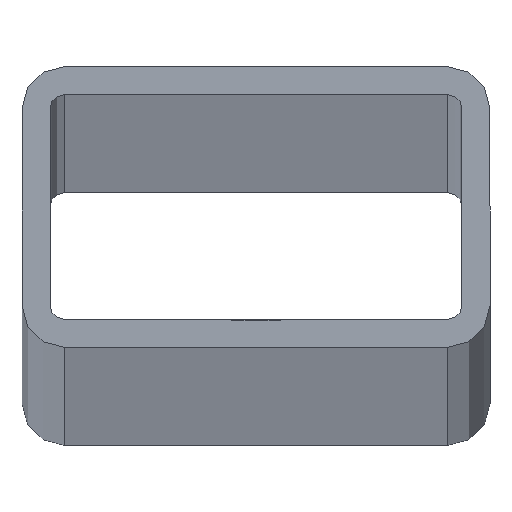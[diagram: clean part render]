
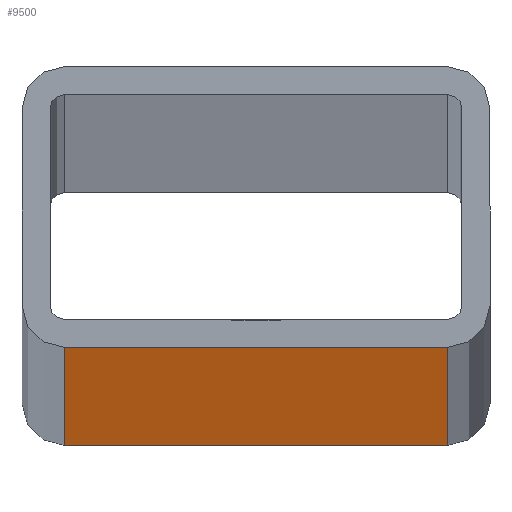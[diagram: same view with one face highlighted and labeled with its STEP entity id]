
A CAD part, top view. The second image highlights one B-rep face of the part: STEP entity #9500.
In plain terms, the highlighted planar face has unit normal (0, -1, 0).
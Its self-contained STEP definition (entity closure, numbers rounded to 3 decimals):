
#554 = LINE ( 'NONE', #7124, #9891 ) ;
#1384 = EDGE_CURVE ( 'NONE', #2524, #11969, #13198, .T. ) ;
#1488 = EDGE_CURVE ( 'NONE', #12558, #5192, #554, .T. ) ;
#1710 = ORIENTED_EDGE ( 'NONE', *, *, #1384, .T. ) ;
#1918 = EDGE_CURVE ( 'NONE', #2524, #5192, #9556, .T. ) ;
#1983 = CARTESIAN_POINT ( 'NONE',  ( -20.5, -15., -6000. ) ) ;
#2524 = VERTEX_POINT ( 'NONE', #4981 ) ;
#2626 = CARTESIAN_POINT ( 'NONE',  ( -25., -15., 0. ) ) ;
#2953 = DIRECTION ( 'NONE',  ( 0., 0., 1. ) ) ;
#2974 = VECTOR ( 'NONE', #4517, 1000. ) ;
#3448 = DIRECTION ( 'NONE',  ( 0., -1., 0. ) ) ;
#4483 = EDGE_LOOP ( 'NONE', ( #8381, #1710, #13259, #11137 ) ) ;
#4517 = DIRECTION ( 'NONE',  ( 0., 0., -1. ) ) ;
#4691 = DIRECTION ( 'NONE',  ( 1., 0., 0. ) ) ;
#4981 = CARTESIAN_POINT ( 'NONE',  ( -20.5, -15., 0. ) ) ;
#5192 = VERTEX_POINT ( 'NONE', #6217 ) ;
#5396 = CARTESIAN_POINT ( 'NONE',  ( -20.5, -15., -6000. ) ) ;
#6217 = CARTESIAN_POINT ( 'NONE',  ( 20.5, -15., 0. ) ) ;
#7031 = CARTESIAN_POINT ( 'NONE',  ( -25., -15., -6000. ) ) ;
#7124 = CARTESIAN_POINT ( 'NONE',  ( 20.5, -15., -6000. ) ) ;
#7508 = AXIS2_PLACEMENT_3D ( 'NONE', #8578, #3448, #9762 ) ;
#7563 = CARTESIAN_POINT ( 'NONE',  ( 20.5, -15., -6000. ) ) ;
#8381 = ORIENTED_EDGE ( 'NONE', *, *, #1918, .F. ) ;
#8578 = CARTESIAN_POINT ( 'NONE',  ( -25., -15., -6000. ) ) ;
#8659 = FACE_OUTER_BOUND ( 'NONE', #4483, .T. ) ;
#8749 = VECTOR ( 'NONE', #4691, 1000. ) ;
#8813 = EDGE_CURVE ( 'NONE', #11969, #12558, #13439, .T. ) ;
#9500 = ADVANCED_FACE ( 'NONE', ( #8659 ), #11787, .T. ) ;
#9556 = LINE ( 'NONE', #2626, #8749 ) ;
#9762 = DIRECTION ( 'NONE',  ( 0., 0., -1. ) ) ;
#9891 = VECTOR ( 'NONE', #2953, 1000. ) ;
#11137 = ORIENTED_EDGE ( 'NONE', *, *, #1488, .T. ) ;
#11236 = DIRECTION ( 'NONE',  ( 1., 0., 0. ) ) ;
#11311 = VECTOR ( 'NONE', #11236, 1000. ) ;
#11787 = PLANE ( 'NONE',  #7508 ) ;
#11969 = VERTEX_POINT ( 'NONE', #1983 ) ;
#12558 = VERTEX_POINT ( 'NONE', #7563 ) ;
#13198 = LINE ( 'NONE', #5396, #2974 ) ;
#13259 = ORIENTED_EDGE ( 'NONE', *, *, #8813, .T. ) ;
#13439 = LINE ( 'NONE', #7031, #11311 ) ;
